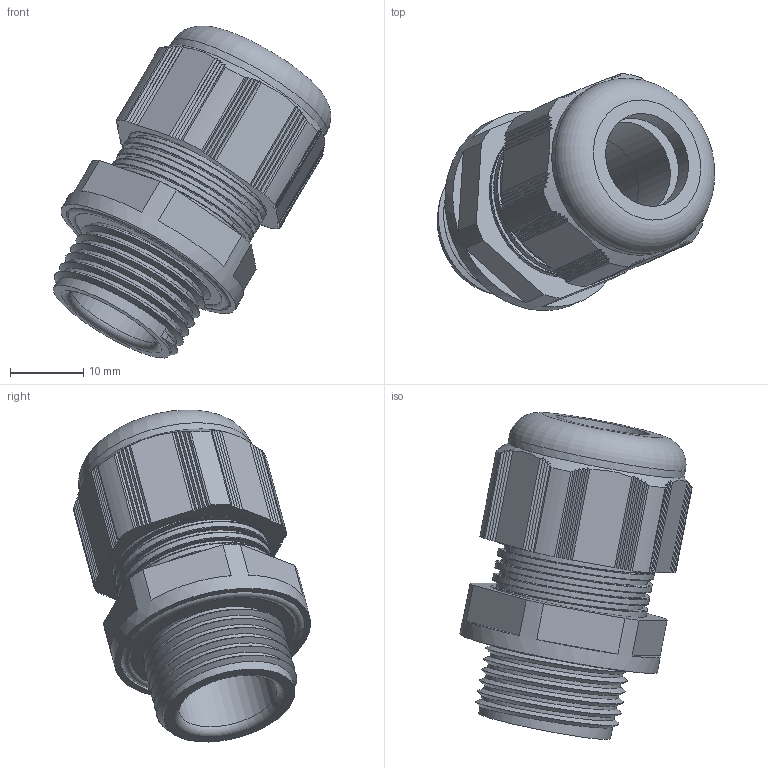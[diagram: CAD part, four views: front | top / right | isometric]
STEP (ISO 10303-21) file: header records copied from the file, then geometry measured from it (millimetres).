
FILE_DESCRIPTION(/* description */ ('Euro-Top-HP M 20x1,5'),/* implementation_level */ '2;1');
FILE_NAME(/* name */ '13080520HP-RST.stp',/* time_stamp */ '2023-04-05T14:23:42+02:00',/* author */ ('sl'),/* organization */ (''),/* preprocessor_version */ 'ST-DEVELOPER v16.5',/* originating_system */ 'Autodesk Inventor 2017',/* authorisation */ '');
FILE_SCHEMA (('AUTOMOTIVE_DESIGN { 1 0 10303 214 3 1 1 }'));
Length unit declared in the file: millimetre
Products named in the file (5): 13080520HP; 13080520HP_1; 11080520HP; 13080520HP_2; 11080520HP_1
Assembly tree (4 placements, depth 2):
  13080520HP
    13080520HP_1
    11080520HP
    13080520HP_2
    11080520HP_1
Bounding box: 37.89 x 32.41 x 45.34 mm (x, y, z)
Volume: 11364.5 mm3; surface area: 11922 mm2
Topology: 4 solids, 4 shells, 346 faces, 987 edges, 654 vertices
Faces by surface type: plane 222, cylinder 92, torus 19, bspline 10, cone 3
Full cylindrical faces by diameter (mm): 13 x1, 13.02 x1, 13.78 x1, 15.58 x1, 16.01 x1, 17.17 x1, 17.45 x1, 18.338 x6, 20.1 x6, 21.642 x7, 22.96 x1, 24.5 x1, 25.8 x1, 27.5 x1
Entity records: 16354 total; most frequent: CARTESIAN_POINT 7376, ORIENTED_EDGE 1820, DIRECTION 1787, EDGE_CURVE 910, AXIS2_PLACEMENT_3D 646, VERTEX_POINT 615, LINE 495, VECTOR 495
